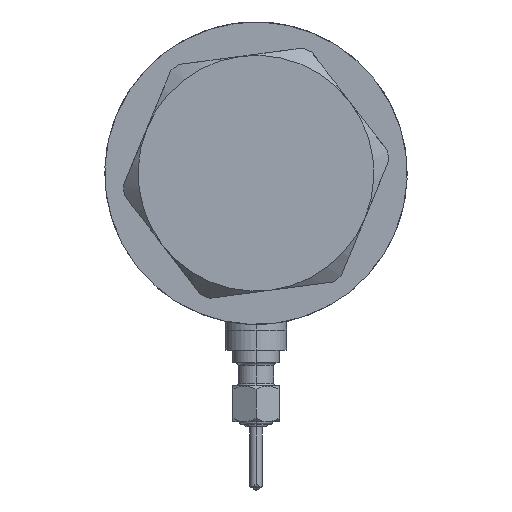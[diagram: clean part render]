
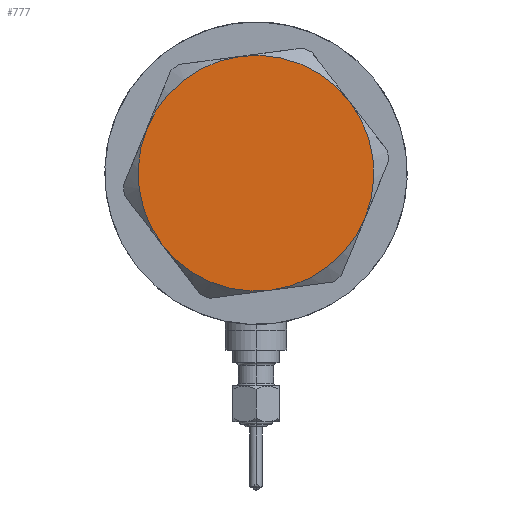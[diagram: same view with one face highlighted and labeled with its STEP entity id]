
A CAD part, left-side view. The second image highlights one B-rep face of the part: STEP entity #777.
In plain terms, the highlighted face is planar.
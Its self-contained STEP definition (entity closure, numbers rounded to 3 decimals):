
#39 = VERTEX_POINT ( 'NONE', #3690 ) ;
#344 = DIRECTION ( 'NONE',  ( 1., 0., 0. ) ) ;
#367 = ORIENTED_EDGE ( 'NONE', *, *, #3059, .T. ) ;
#711 = CARTESIAN_POINT ( 'NONE',  ( -11.5, -19.919, 13. ) ) ;
#724 = ORIENTED_EDGE ( 'NONE', *, *, #5178, .T. ) ;
#777 = ADVANCED_FACE ( 'NONE', ( #1219 ), #3193, .T. ) ;
#1105 = CARTESIAN_POINT ( 'NONE',  ( -11.5, 19.919, 13. ) ) ;
#1108 = DIRECTION ( 'NONE',  ( 0., 0., 1. ) ) ;
#1219 = FACE_OUTER_BOUND ( 'NONE', #3908, .T. ) ;
#1269 = DIRECTION ( 'NONE',  ( 1., 0., 0. ) ) ;
#1288 = EDGE_CURVE ( 'NONE', #39, #5356, #4738, .T. ) ;
#1444 = CIRCLE ( 'NONE', #5943, 23. ) ;
#1461 = DIRECTION ( 'NONE',  ( 1., 0., 0. ) ) ;
#1634 = CIRCLE ( 'NONE', #2987, 23. ) ;
#2035 = AXIS2_PLACEMENT_3D ( 'NONE', #3307, #1108, #1461 ) ;
#2127 = CARTESIAN_POINT ( 'NONE',  ( -23., 0., 13. ) ) ;
#2200 = DIRECTION ( 'NONE',  ( 0., 0., 1. ) ) ;
#2278 = EDGE_CURVE ( 'NONE', #5819, #39, #5401, .T. ) ;
#2415 = DIRECTION ( 'NONE',  ( 0., 0., 1. ) ) ;
#2519 = EDGE_CURVE ( 'NONE', #4246, #4025, #1634, .T. ) ;
#2908 = CARTESIAN_POINT ( 'NONE',  ( 11.5, -19.919, 13. ) ) ;
#2987 = AXIS2_PLACEMENT_3D ( 'NONE', #4094, #2200, #3602 ) ;
#3059 = EDGE_CURVE ( 'NONE', #4025, #5819, #1444, .T. ) ;
#3132 = CARTESIAN_POINT ( 'NONE',  ( 0., 0., 13. ) ) ;
#3193 = PLANE ( 'NONE',  #3910 ) ;
#3307 = CARTESIAN_POINT ( 'NONE',  ( 0., 0., 13. ) ) ;
#3364 = ORIENTED_EDGE ( 'NONE', *, *, #2519, .T. ) ;
#3445 = DIRECTION ( 'NONE',  ( 0., 0., 1. ) ) ;
#3602 = DIRECTION ( 'NONE',  ( 1., 0., 0. ) ) ;
#3620 = AXIS2_PLACEMENT_3D ( 'NONE', #3735, #5296, #1269 ) ;
#3690 = CARTESIAN_POINT ( 'NONE',  ( 11.5, 19.919, 13. ) ) ;
#3735 = CARTESIAN_POINT ( 'NONE',  ( 0., 0., 13. ) ) ;
#3752 = CIRCLE ( 'NONE', #6069, 23. ) ;
#3881 = DIRECTION ( 'NONE',  ( 1., 0., 0. ) ) ;
#3908 = EDGE_LOOP ( 'NONE', ( #367, #6489, #4415, #4769, #724, #3364 ) ) ;
#3910 = AXIS2_PLACEMENT_3D ( 'NONE', #5393, #5968, #3881 ) ;
#4025 = VERTEX_POINT ( 'NONE', #2908 ) ;
#4094 = CARTESIAN_POINT ( 'NONE',  ( 0., 0., 13. ) ) ;
#4246 = VERTEX_POINT ( 'NONE', #711 ) ;
#4415 = ORIENTED_EDGE ( 'NONE', *, *, #1288, .T. ) ;
#4510 = CARTESIAN_POINT ( 'NONE',  ( 23., 0., 13. ) ) ;
#4529 = DIRECTION ( 'NONE',  ( 1., 0., 0. ) ) ;
#4738 = CIRCLE ( 'NONE', #2035, 23. ) ;
#4769 = ORIENTED_EDGE ( 'NONE', *, *, #6341, .T. ) ;
#4786 = DIRECTION ( 'NONE',  ( 0., 0., 1. ) ) ;
#5007 = AXIS2_PLACEMENT_3D ( 'NONE', #3132, #4786, #344 ) ;
#5178 = EDGE_CURVE ( 'NONE', #5312, #4246, #3752, .T. ) ;
#5271 = DIRECTION ( 'NONE',  ( 1., 0., 0. ) ) ;
#5296 = DIRECTION ( 'NONE',  ( 0., 0., 1. ) ) ;
#5312 = VERTEX_POINT ( 'NONE', #2127 ) ;
#5324 = CIRCLE ( 'NONE', #5007, 23. ) ;
#5356 = VERTEX_POINT ( 'NONE', #1105 ) ;
#5393 = CARTESIAN_POINT ( 'NONE',  ( 0., 0., 13. ) ) ;
#5401 = CIRCLE ( 'NONE', #3620, 23. ) ;
#5441 = CARTESIAN_POINT ( 'NONE',  ( 0., 0., 13. ) ) ;
#5819 = VERTEX_POINT ( 'NONE', #4510 ) ;
#5924 = CARTESIAN_POINT ( 'NONE',  ( 0., 0., 13. ) ) ;
#5943 = AXIS2_PLACEMENT_3D ( 'NONE', #5924, #2415, #5271 ) ;
#5968 = DIRECTION ( 'NONE',  ( 0., 0., 1. ) ) ;
#6069 = AXIS2_PLACEMENT_3D ( 'NONE', #5441, #3445, #4529 ) ;
#6341 = EDGE_CURVE ( 'NONE', #5356, #5312, #5324, .T. ) ;
#6489 = ORIENTED_EDGE ( 'NONE', *, *, #2278, .T. ) ;
